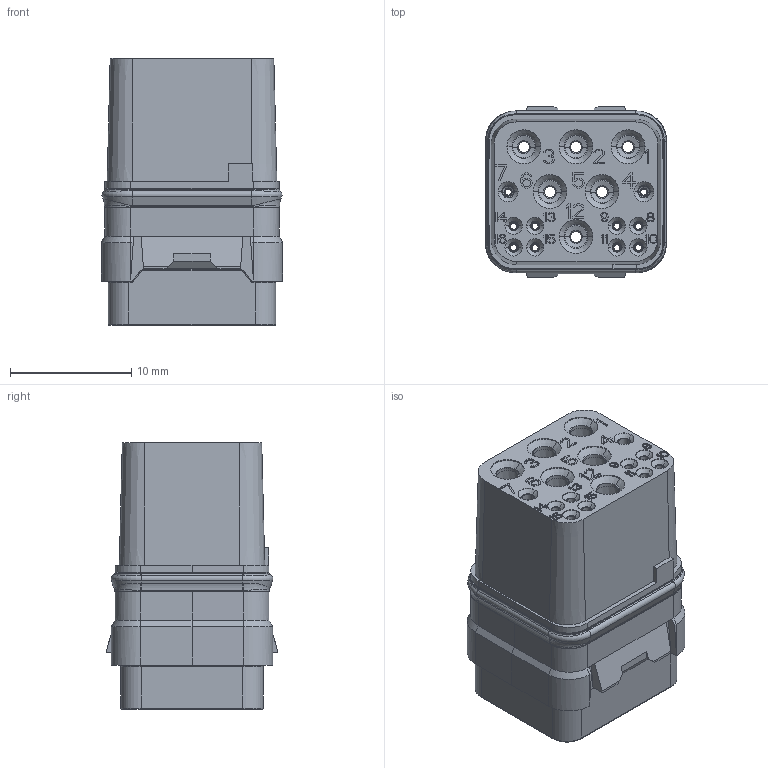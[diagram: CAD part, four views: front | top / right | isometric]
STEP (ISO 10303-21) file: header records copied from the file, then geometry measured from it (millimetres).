
FILE_DESCRIPTION((''),'2;1');
FILE_NAME('SIME1602SNC','2020-01-08T',('presta_be4'),(''),'CREO PARAMETRIC BY PTC INC, 2018360','CREO PARAMETRIC BY PTC INC, 2018360','');
FILE_SCHEMA(('CONFIG_CONTROL_DESIGN'));
Products named in the file (1): SIME1602SNC
Bounding box: 15 x 14.1 x 22.1 mm (x, y, z)
Volume: 2187.2 mm3; surface area: 4572.9 mm2
Topology: 1 solids, 1 shells, 2893 faces, 7380 edges, 4606 vertices
Faces by surface type: plane 1667, cylinder 522, torus 396, cone 248, bspline 60
Entity records: 90081 total; most frequent: CARTESIAN_POINT 19011, DIRECTION 14847, ORIENTED_EDGE 14760, EDGE_CURVE 7380, VECTOR 5243, LINE 5243, AXIS2_PLACEMENT_3D 4802, VERTEX_POINT 4606
